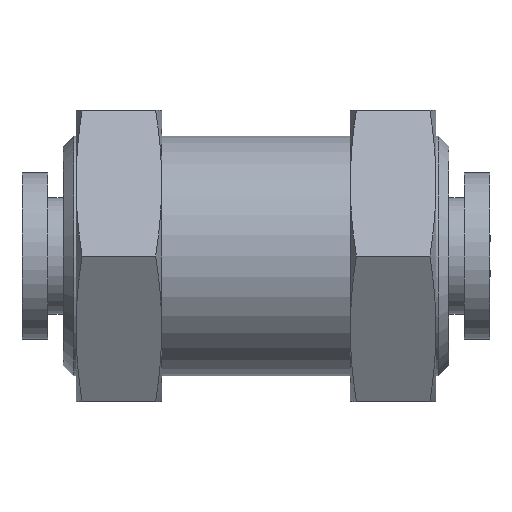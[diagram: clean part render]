
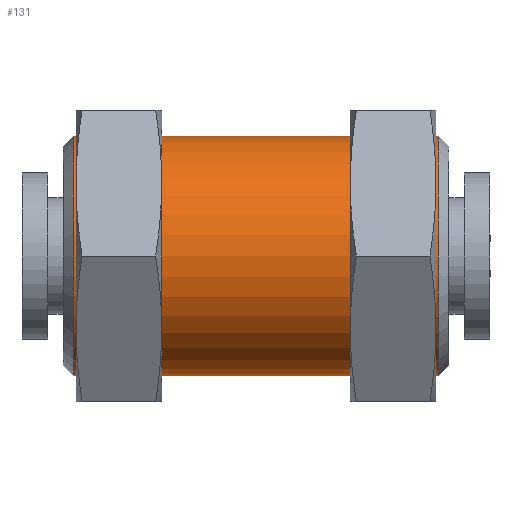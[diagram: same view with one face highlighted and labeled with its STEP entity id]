
A CAD part, front view. The second image highlights one B-rep face of the part: STEP entity #131.
In plain terms, the highlighted cylindrical face has radius 7 mm (diameter 14 mm), a full revolution.
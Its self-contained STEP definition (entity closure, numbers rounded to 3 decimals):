
#131 = ADVANCED_FACE( '', ( #263, #264 ), #265, .T. );
#263 = FACE_OUTER_BOUND( '', #417, .T. );
#264 = FACE_OUTER_BOUND( '', #418, .T. );
#265 = CYLINDRICAL_SURFACE( '', #419, 7. );
#417 = EDGE_LOOP( '', ( #584 ) );
#418 = EDGE_LOOP( '', ( #585 ) );
#419 = AXIS2_PLACEMENT_3D( '', #586, #587, #588 );
#584 = ORIENTED_EDGE( '', *, *, #840, .F. );
#585 = ORIENTED_EDGE( '', *, *, #842, .T. );
#586 = CARTESIAN_POINT( '', ( 27.3, 0., 0. ) );
#587 = DIRECTION( '', ( -1., 0., 0. ) );
#588 = DIRECTION( '', ( 0., 1., 0. ) );
#840 = EDGE_CURVE( '', #958, #958, #959, .T. );
#842 = EDGE_CURVE( '', #961, #961, #962, .T. );
#958 = VERTEX_POINT( '', #1126 );
#959 = CIRCLE( '', #1127, 7. );
#961 = VERTEX_POINT( '', #1129 );
#962 = CIRCLE( '', #1130, 7. );
#1126 = CARTESIAN_POINT( '', ( 24.287, 7., 0. ) );
#1127 = AXIS2_PLACEMENT_3D( '', #1326, #1327, #1328 );
#1129 = CARTESIAN_POINT( '', ( 3.014, 7., 0. ) );
#1130 = AXIS2_PLACEMENT_3D( '', #1329, #1330, #1331 );
#1326 = CARTESIAN_POINT( '', ( 24.286, 0., 0. ) );
#1327 = DIRECTION( '', ( 1., 0., 0. ) );
#1328 = DIRECTION( '', ( 0., 1., 0. ) );
#1329 = CARTESIAN_POINT( '', ( 3.013, 0., 0. ) );
#1330 = DIRECTION( '', ( 1., 0., 0. ) );
#1331 = DIRECTION( '', ( 0., 1., 0. ) );
